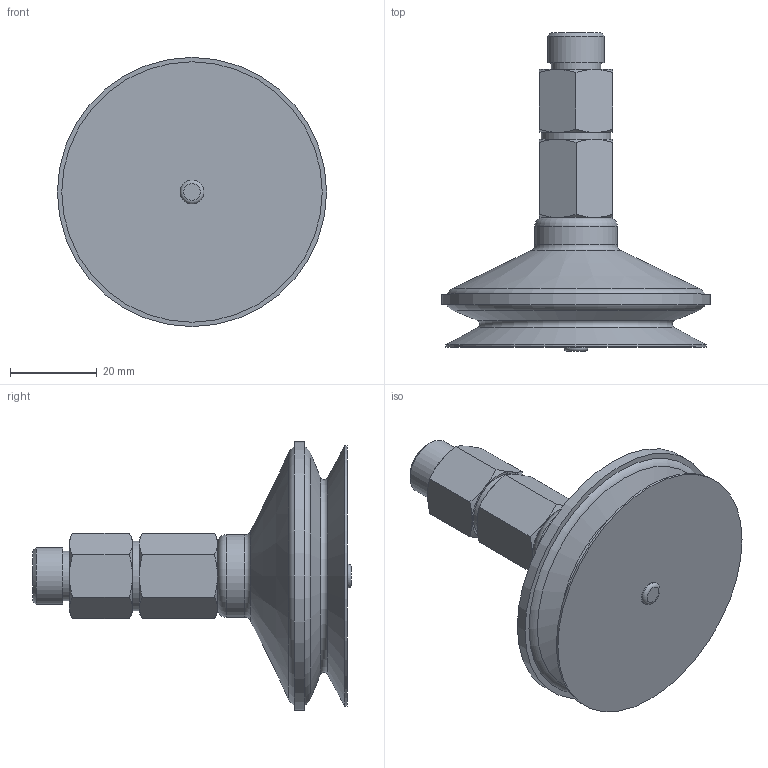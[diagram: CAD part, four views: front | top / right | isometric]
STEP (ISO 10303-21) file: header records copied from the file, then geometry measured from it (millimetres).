
FILE_DESCRIPTION(/* description */ (''),/* implementation_level */ '2;1');
FILE_NAME(/* name */ 'vf61pur_racval3.stp',/* time_stamp */ '2020-09-25T09:59:17+02:00',/* author */ ('enginyeria'),/* organization */ (''),/* preprocessor_version */ 'ST-DEVELOPER v17.2',/* originating_system */ 'Autodesk Inventor 2019',/* authorisation */ '');
FILE_SCHEMA (('CONFIG_CONTROL_DESIGN'));
Length unit declared in the file: millimetre
Products named in the file (1): vf61pur_racval3
Bounding box: 62 x 73.46 x 62 mm (x, y, z)
Volume: 54188.2 mm3; surface area: 13187 mm2
Topology: 1 solids, 1 shells, 66 faces, 159 edges, 104 vertices
Faces by surface type: cone 29, plane 23, cylinder 8, torus 6
Full cylindrical faces by diameter (mm): 5.5 x1, 7 x1, 11.44 x1, 13.14 x1, 16 x1, 19 x1, 60 x1, 62 x1
Entity records: 2047 total; most frequent: CARTESIAN_POINT 426, DIRECTION 331, ORIENTED_EDGE 318, EDGE_CURVE 159, AXIS2_PLACEMENT_3D 153, VERTEX_POINT 104, CIRCLE 86, EDGE_LOOP 75
